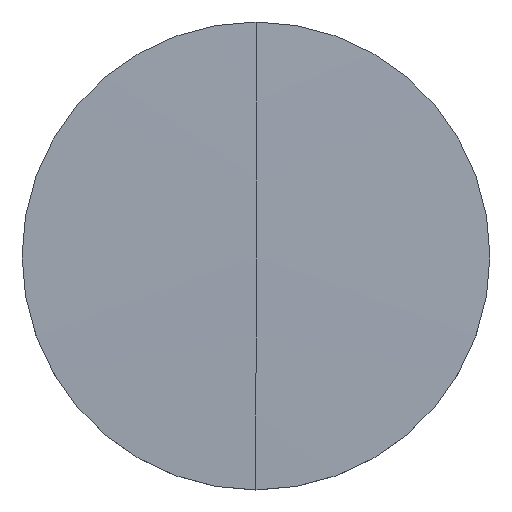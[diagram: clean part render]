
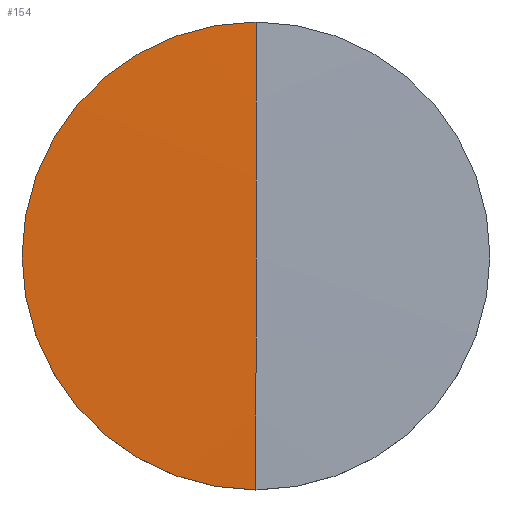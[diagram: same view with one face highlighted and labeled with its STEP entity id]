
A CAD part, top view. The second image highlights one B-rep face of the part: STEP entity #154.
In plain terms, the highlighted spherical face has radius 514.68 mm.
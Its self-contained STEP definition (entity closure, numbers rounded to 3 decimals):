
#18 = EDGE_LOOP ( 'NONE', ( #83, #42, #103, #102 ) ) ;
#26 = EDGE_CURVE ( 'NONE', #27, #144, #148, .T. ) ;
#27 = VERTEX_POINT ( 'NONE', #125 ) ;
#33 = CARTESIAN_POINT ( 'NONE',  ( 0., 0., 0.998 ) ) ;
#42 = ORIENTED_EDGE ( 'NONE', *, *, #43, .T. ) ;
#43 = EDGE_CURVE ( 'NONE', #145, #156, #99, .T. ) ;
#83 = ORIENTED_EDGE ( 'NONE', *, *, #84, .T. ) ;
#84 = EDGE_CURVE ( 'NONE', #144, #145, #192, .T. ) ;
#88 = EDGE_CURVE ( 'NONE', #27, #156, #167, .T. ) ;
#95 = DIRECTION ( 'NONE',  ( 0., -1., 0. ) ) ;
#96 = DIRECTION ( 'NONE',  ( -1., 0., 0. ) ) ;
#97 = CARTESIAN_POINT ( 'NONE',  ( 0., 0., -513.525 ) ) ;
#98 = AXIS2_PLACEMENT_3D ( 'NONE', #97, #96, #95 ) ;
#99 = CIRCLE ( 'NONE', #98, 514.68 ) ;
#102 = ORIENTED_EDGE ( 'NONE', *, *, #26, .T. ) ;
#103 = ORIENTED_EDGE ( 'NONE', *, *, #88, .F. ) ;
#125 = CARTESIAN_POINT ( 'NONE',  ( 0., 12.7, 0.998 ) ) ;
#126 = DIRECTION ( 'NONE',  ( 1., 0., 0. ) ) ;
#144 = VERTEX_POINT ( 'NONE', #255 ) ;
#145 = VERTEX_POINT ( 'NONE', #265 ) ;
#146 = DIRECTION ( 'NONE',  ( 0., 0., 1. ) ) ;
#147 = AXIS2_PLACEMENT_3D ( 'NONE', #33, #146, #126 ) ;
#148 = CIRCLE ( 'NONE', #147, 12.7 ) ;
#154 = ADVANCED_FACE ( 'NONE', ( #270 ), #295, .T. ) ;
#156 = VERTEX_POINT ( 'NONE', #207 ) ;
#162 = DIRECTION ( 'NONE',  ( 0., 0., -1. ) ) ;
#163 = DIRECTION ( 'NONE',  ( 1., 0., 0. ) ) ;
#164 = AXIS2_PLACEMENT_3D ( 'NONE', #174, #163, #162 ) ;
#167 = CIRCLE ( 'NONE', #164, 514.68 ) ;
#174 = CARTESIAN_POINT ( 'NONE',  ( 0., 0., -513.525 ) ) ;
#188 = DIRECTION ( 'NONE',  ( 1., 0., 0. ) ) ;
#189 = DIRECTION ( 'NONE',  ( 0., 0., 1. ) ) ;
#190 = CARTESIAN_POINT ( 'NONE',  ( 0., 0., 0.998 ) ) ;
#191 = AXIS2_PLACEMENT_3D ( 'NONE', #190, #189, #188 ) ;
#192 = CIRCLE ( 'NONE', #191, 12.7 ) ;
#207 = CARTESIAN_POINT ( 'NONE',  ( 0., 0., 1.155 ) ) ;
#208 = DIRECTION ( 'NONE',  ( 0., 1., 0. ) ) ;
#209 = DIRECTION ( 'NONE',  ( -1., 0., 0. ) ) ;
#255 = CARTESIAN_POINT ( 'NONE',  ( -12.7, 0., 0.998 ) ) ;
#265 = CARTESIAN_POINT ( 'NONE',  ( 0., -12.7, 0.998 ) ) ;
#270 = FACE_OUTER_BOUND ( 'NONE', #18, .T. ) ;
#293 = AXIS2_PLACEMENT_3D ( 'NONE', #294, #209, #208 ) ;
#294 = CARTESIAN_POINT ( 'NONE',  ( 0., 0., -513.525 ) ) ;
#295 = SPHERICAL_SURFACE ( 'NONE', #293, 514.68 ) ;
